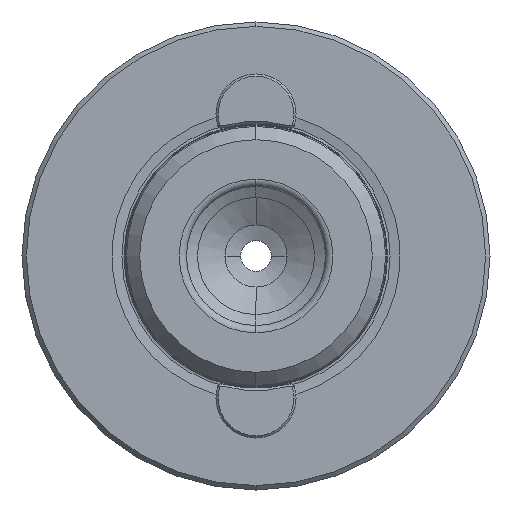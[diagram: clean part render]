
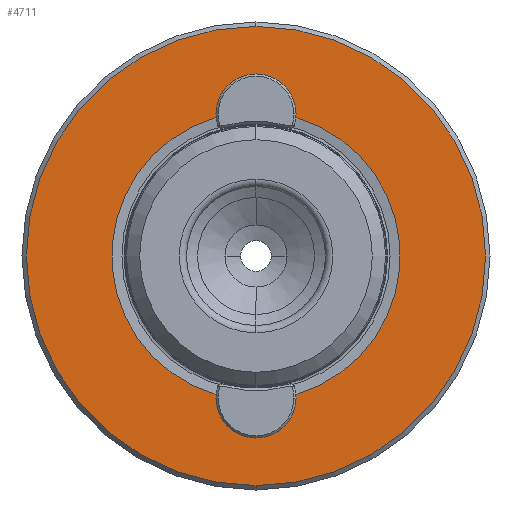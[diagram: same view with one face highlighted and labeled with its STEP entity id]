
A CAD part, left-side view. The second image highlights one B-rep face of the part: STEP entity #4711.
In plain terms, the highlighted planar face has unit normal (-1, 0, 0).
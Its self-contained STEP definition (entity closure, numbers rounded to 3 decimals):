
#4 = CARTESIAN_POINT ( 'NONE',  ( 0., 0., 0. ) ) ;
#100 = DIRECTION ( 'NONE',  ( 1., 0., 0. ) ) ;
#120 = EDGE_CURVE ( 'NONE', #3259, #1943, #1129, .T. ) ;
#132 = CIRCLE ( 'NONE', #2879, 3. ) ;
#302 = ORIENTED_EDGE ( 'NONE', *, *, #2497, .F. ) ;
#446 = CARTESIAN_POINT ( 'NONE',  ( 0., 0., -31.4 ) ) ;
#507 = ORIENTED_EDGE ( 'NONE', *, *, #5115, .T. ) ;
#516 = CARTESIAN_POINT ( 'NONE',  ( 0., 0., 0. ) ) ;
#608 = VERTEX_POINT ( 'NONE', #2900 ) ;
#679 = DIRECTION ( 'NONE',  ( 0., 0., 1. ) ) ;
#682 = CARTESIAN_POINT ( 'NONE',  ( 0., 0., 0. ) ) ;
#739 = AXIS2_PLACEMENT_3D ( 'NONE', #4, #3353, #2907 ) ;
#742 = CARTESIAN_POINT ( 'NONE',  ( 0., 0., 0. ) ) ;
#748 = DIRECTION ( 'NONE',  ( 0., 0., 1. ) ) ;
#960 = VERTEX_POINT ( 'NONE', #446 ) ;
#1097 = DIRECTION ( 'NONE',  ( 0., 0., 1. ) ) ;
#1109 = CARTESIAN_POINT ( 'NONE',  ( 0., 0., 21.5 ) ) ;
#1129 = CIRCLE ( 'NONE', #3818, 19.715 ) ;
#1156 = DIRECTION ( 'NONE',  ( -1., 0., 0. ) ) ;
#1275 = DIRECTION ( 'NONE',  ( 0., 0., 1. ) ) ;
#1413 = EDGE_CURVE ( 'NONE', #2156, #608, #132, .T. ) ;
#1488 = CARTESIAN_POINT ( 'NONE',  ( 0., 0., -21.5 ) ) ;
#1489 = CIRCLE ( 'NONE', #1748, 19.715 ) ;
#1505 = AXIS2_PLACEMENT_3D ( 'NONE', #5038, #100, #3892 ) ;
#1591 = VERTEX_POINT ( 'NONE', #4546 ) ;
#1748 = AXIS2_PLACEMENT_3D ( 'NONE', #516, #3826, #4668 ) ;
#1805 = ORIENTED_EDGE ( 'NONE', *, *, #3108, .T. ) ;
#1919 = CIRCLE ( 'NONE', #2997, 31.4 ) ;
#1943 = VERTEX_POINT ( 'NONE', #4282 ) ;
#2071 = CIRCLE ( 'NONE', #4887, 3. ) ;
#2134 = CARTESIAN_POINT ( 'NONE',  ( 0., 0., 21.5 ) ) ;
#2156 = VERTEX_POINT ( 'NONE', #2329 ) ;
#2329 = CARTESIAN_POINT ( 'NONE',  ( 0., 0., 24.5 ) ) ;
#2349 = CIRCLE ( 'NONE', #3056, 3. ) ;
#2497 = EDGE_CURVE ( 'NONE', #1943, #2156, #4589, .T. ) ;
#2694 = EDGE_CURVE ( 'NONE', #608, #1591, #1489, .T. ) ;
#2699 = FACE_BOUND ( 'NONE', #3426, .T. ) ;
#2767 = ORIENTED_EDGE ( 'NONE', *, *, #2694, .F. ) ;
#2797 = EDGE_CURVE ( 'NONE', #4399, #3259, #2071, .T. ) ;
#2798 = ORIENTED_EDGE ( 'NONE', *, *, #2797, .F. ) ;
#2806 = DIRECTION ( 'NONE',  ( -1., 0., 0. ) ) ;
#2879 = AXIS2_PLACEMENT_3D ( 'NONE', #1109, #2806, #748 ) ;
#2900 = CARTESIAN_POINT ( 'NONE',  ( 0., 2.305, 19.58 ) ) ;
#2907 = DIRECTION ( 'NONE',  ( 0., 0., 1. ) ) ;
#2942 = EDGE_CURVE ( 'NONE', #1591, #4399, #2349, .T. ) ;
#2997 = AXIS2_PLACEMENT_3D ( 'NONE', #682, #3576, #1097 ) ;
#3056 = AXIS2_PLACEMENT_3D ( 'NONE', #1488, #4401, #4384 ) ;
#3108 = EDGE_CURVE ( 'NONE', #960, #4497, #5296, .T. ) ;
#3117 = DIRECTION ( 'NONE',  ( -1., 0., 0. ) ) ;
#3259 = VERTEX_POINT ( 'NONE', #3454 ) ;
#3353 = DIRECTION ( 'NONE',  ( -1., 0., 0. ) ) ;
#3397 = ORIENTED_EDGE ( 'NONE', *, *, #120, .F. ) ;
#3426 = EDGE_LOOP ( 'NONE', ( #2767, #4484, #302, #3397, #2798, #3686 ) ) ;
#3454 = CARTESIAN_POINT ( 'NONE',  ( 0., -2.305, -19.58 ) ) ;
#3576 = DIRECTION ( 'NONE',  ( -1., 0., 0. ) ) ;
#3605 = FACE_OUTER_BOUND ( 'NONE', #4130, .T. ) ;
#3686 = ORIENTED_EDGE ( 'NONE', *, *, #2942, .F. ) ;
#3693 = CARTESIAN_POINT ( 'NONE',  ( 0., 0., -24.5 ) ) ;
#3791 = AXIS2_PLACEMENT_3D ( 'NONE', #2134, #4967, #1275 ) ;
#3818 = AXIS2_PLACEMENT_3D ( 'NONE', #742, #1156, #4048 ) ;
#3826 = DIRECTION ( 'NONE',  ( -1., 0., 0. ) ) ;
#3892 = DIRECTION ( 'NONE',  ( 0., 0., -1. ) ) ;
#4048 = DIRECTION ( 'NONE',  ( 0., 0., 1. ) ) ;
#4130 = EDGE_LOOP ( 'NONE', ( #1805, #507 ) ) ;
#4159 = CARTESIAN_POINT ( 'NONE',  ( 0., 0., 31.4 ) ) ;
#4229 = PLANE ( 'NONE',  #1505 ) ;
#4282 = CARTESIAN_POINT ( 'NONE',  ( 0., -2.305, 19.58 ) ) ;
#4384 = DIRECTION ( 'NONE',  ( 0., 0., 1. ) ) ;
#4399 = VERTEX_POINT ( 'NONE', #3693 ) ;
#4401 = DIRECTION ( 'NONE',  ( -1., 0., 0. ) ) ;
#4484 = ORIENTED_EDGE ( 'NONE', *, *, #1413, .F. ) ;
#4497 = VERTEX_POINT ( 'NONE', #4159 ) ;
#4546 = CARTESIAN_POINT ( 'NONE',  ( 0., 2.305, -19.58 ) ) ;
#4589 = CIRCLE ( 'NONE', #3791, 3. ) ;
#4668 = DIRECTION ( 'NONE',  ( 0., 0., 1. ) ) ;
#4711 = ADVANCED_FACE ( 'NONE', ( #3605, #2699 ), #4229, .F. ) ;
#4812 = CARTESIAN_POINT ( 'NONE',  ( 0., 0., -21.5 ) ) ;
#4887 = AXIS2_PLACEMENT_3D ( 'NONE', #4812, #3117, #679 ) ;
#4967 = DIRECTION ( 'NONE',  ( -1., 0., 0. ) ) ;
#5038 = CARTESIAN_POINT ( 'NONE',  ( 0., 0., -19.715 ) ) ;
#5115 = EDGE_CURVE ( 'NONE', #4497, #960, #1919, .T. ) ;
#5296 = CIRCLE ( 'NONE', #739, 31.4 ) ;
